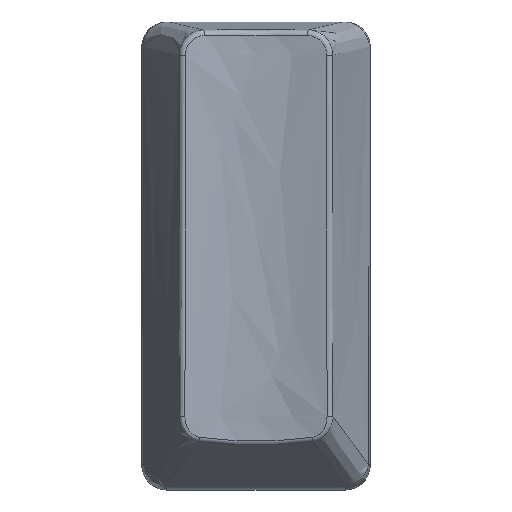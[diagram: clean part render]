
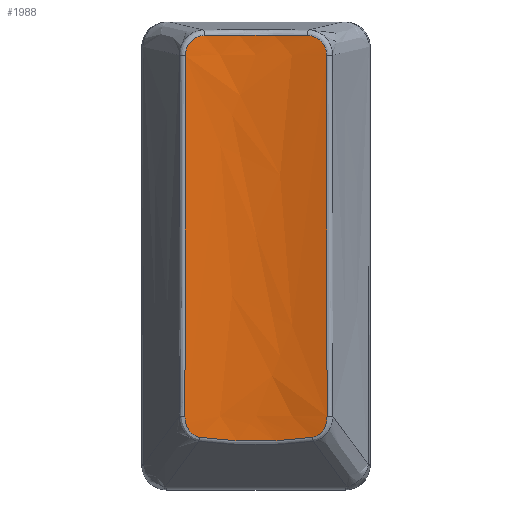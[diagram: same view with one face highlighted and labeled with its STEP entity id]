
A CAD part, top view. The second image highlights one B-rep face of the part: STEP entity #1988.
In plain terms, the highlighted free-form (B-spline) face has degree [1, 2] with [2, 3] control points.
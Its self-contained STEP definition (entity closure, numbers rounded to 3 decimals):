
#14=(
BOUNDED_SURFACE()
B_SPLINE_SURFACE(1,2,((#4798,#4799,#4800),(#4801,#4802,#4803)),
 .UNSPECIFIED.,.F.,.F.,.F.)
B_SPLINE_SURFACE_WITH_KNOTS((2,2),(3,3),(-1.487,0.014),
(-1.836,-1.306),.UNSPECIFIED.)
GEOMETRIC_REPRESENTATION_ITEM()
RATIONAL_B_SPLINE_SURFACE(((1.,0.965,1.),(1.,0.965,
1.)))
REPRESENTATION_ITEM('')
SURFACE()
);
#223=B_SPLINE_CURVE_WITH_KNOTS('',3,(#4495,#4496,#4497,#4498),
 .UNSPECIFIED.,.F.,.F.,(4,4),(0.,0.924),.UNSPECIFIED.);
#224=B_SPLINE_CURVE_WITH_KNOTS('',3,(#4526,#4527,#4528,#4529,#4530),
 .UNSPECIFIED.,.F.,.F.,(4,1,4),(0.,0.097,
0.227),.UNSPECIFIED.);
#225=B_SPLINE_CURVE_WITH_KNOTS('',3,(#4553,#4554,#4555,#4556),
 .UNSPECIFIED.,.F.,.F.,(4,4),(0.,2.872),.UNSPECIFIED.);
#227=B_SPLINE_CURVE_WITH_KNOTS('',3,(#4590,#4591,#4592,#4593,#4594),
 .UNSPECIFIED.,.F.,.F.,(4,1,4),(0.,0.107,0.25),
 .UNSPECIFIED.);
#229=B_SPLINE_CURVE_WITH_KNOTS('',3,(#4622,#4623,#4624,#4625),
 .UNSPECIFIED.,.F.,.F.,(4,4),(0.,0.839),.UNSPECIFIED.);
#231=B_SPLINE_CURVE_WITH_KNOTS('',3,(#4659,#4660,#4661,#4662,#4663),
 .UNSPECIFIED.,.F.,.F.,(4,1,4),(0.,0.143,0.25),
 .UNSPECIFIED.);
#233=B_SPLINE_CURVE_WITH_KNOTS('',3,(#4691,#4692,#4693,#4694),
 .UNSPECIFIED.,.F.,.F.,(4,4),(0.,2.872),
 .UNSPECIFIED.);
#235=B_SPLINE_CURVE_WITH_KNOTS('',3,(#4725,#4726,#4727,#4728,#4729),
 .UNSPECIFIED.,.F.,.F.,(4,1,4),(0.,0.129,
0.227),.UNSPECIFIED.);
#571=FACE_OUTER_BOUND('',#696,.T.);
#696=EDGE_LOOP('',(#1768,#1769,#1770,#1771,#1772,#1773,#1774,#1775));
#915=VERTEX_POINT('',#4491);
#916=VERTEX_POINT('',#4493);
#917=VERTEX_POINT('',#4524);
#918=VERTEX_POINT('',#4551);
#919=VERTEX_POINT('',#4582);
#921=VERTEX_POINT('',#4615);
#923=VERTEX_POINT('',#4651);
#925=VERTEX_POINT('',#4684);
#1197=EDGE_CURVE('',#916,#915,#223,.T.);
#1199=EDGE_CURVE('',#915,#917,#224,.T.);
#1201=EDGE_CURVE('',#917,#918,#225,.T.);
#1204=EDGE_CURVE('',#918,#919,#227,.T.);
#1207=EDGE_CURVE('',#919,#921,#229,.T.);
#1210=EDGE_CURVE('',#921,#923,#231,.T.);
#1213=EDGE_CURVE('',#923,#925,#233,.T.);
#1215=EDGE_CURVE('',#925,#916,#235,.T.);
#1768=ORIENTED_EDGE('',*,*,#1197,.F.);
#1769=ORIENTED_EDGE('',*,*,#1215,.F.);
#1770=ORIENTED_EDGE('',*,*,#1213,.F.);
#1771=ORIENTED_EDGE('',*,*,#1210,.F.);
#1772=ORIENTED_EDGE('',*,*,#1207,.F.);
#1773=ORIENTED_EDGE('',*,*,#1204,.F.);
#1774=ORIENTED_EDGE('',*,*,#1201,.F.);
#1775=ORIENTED_EDGE('',*,*,#1199,.F.);
#1988=ADVANCED_FACE('',(#571),#14,.T.);
#4491=CARTESIAN_POINT('',(-4.485,-14.426,6.209));
#4493=CARTESIAN_POINT('',(4.485,-14.426,6.209));
#4495=CARTESIAN_POINT('Ctrl Pts',(4.485,-14.426,6.209));
#4496=CARTESIAN_POINT('Ctrl Pts',(1.56,-14.847,5.563));
#4497=CARTESIAN_POINT('Ctrl Pts',(-1.56,-14.847,5.563));
#4498=CARTESIAN_POINT('Ctrl Pts',(-4.485,-14.426,6.209));
#4524=CARTESIAN_POINT('',(-5.649,-12.763,6.584));
#4526=CARTESIAN_POINT('Ctrl Pts',(-4.485,-14.426,6.209));
#4527=CARTESIAN_POINT('Ctrl Pts',(-4.792,-14.382,6.277));
#4528=CARTESIAN_POINT('Ctrl Pts',(-5.443,-13.964,6.457));
#4529=CARTESIAN_POINT('Ctrl Pts',(-5.65,-13.194,6.56));
#4530=CARTESIAN_POINT('Ctrl Pts',(-5.649,-12.763,6.584));
#4551=CARTESIAN_POINT('',(-5.619,15.913,8.181));
#4553=CARTESIAN_POINT('Ctrl Pts',(-5.649,-12.763,6.584));
#4554=CARTESIAN_POINT('Ctrl Pts',(-5.637,-3.204,7.116));
#4555=CARTESIAN_POINT('Ctrl Pts',(-5.628,6.355,7.648));
#4556=CARTESIAN_POINT('Ctrl Pts',(-5.619,15.913,8.181));
#4582=CARTESIAN_POINT('',(-4.092,17.524,7.918));
#4590=CARTESIAN_POINT('Ctrl Pts',(-5.619,15.913,8.181));
#4591=CARTESIAN_POINT('Ctrl Pts',(-5.619,16.271,8.201));
#4592=CARTESIAN_POINT('Ctrl Pts',(-5.342,17.11,8.169));
#4593=CARTESIAN_POINT('Ctrl Pts',(-4.552,17.516,8.006));
#4594=CARTESIAN_POINT('Ctrl Pts',(-4.092,17.524,7.918));
#4615=CARTESIAN_POINT('',(4.092,17.524,7.918));
#4622=CARTESIAN_POINT('Ctrl Pts',(-4.092,17.524,7.918));
#4623=CARTESIAN_POINT('Ctrl Pts',(-1.397,17.569,7.399));
#4624=CARTESIAN_POINT('Ctrl Pts',(1.397,17.569,7.399));
#4625=CARTESIAN_POINT('Ctrl Pts',(4.092,17.524,7.918));
#4651=CARTESIAN_POINT('',(5.619,15.913,8.181));
#4659=CARTESIAN_POINT('Ctrl Pts',(4.092,17.524,7.918));
#4660=CARTESIAN_POINT('Ctrl Pts',(4.552,17.516,8.006));
#4661=CARTESIAN_POINT('Ctrl Pts',(5.342,17.11,8.169));
#4662=CARTESIAN_POINT('Ctrl Pts',(5.619,16.271,8.201));
#4663=CARTESIAN_POINT('Ctrl Pts',(5.619,15.913,8.181));
#4684=CARTESIAN_POINT('',(5.649,-12.763,6.584));
#4691=CARTESIAN_POINT('Ctrl Pts',(5.619,15.913,8.181));
#4692=CARTESIAN_POINT('Ctrl Pts',(5.628,6.355,7.648));
#4693=CARTESIAN_POINT('Ctrl Pts',(5.637,-3.204,7.116));
#4694=CARTESIAN_POINT('Ctrl Pts',(5.649,-12.763,6.584));
#4725=CARTESIAN_POINT('Ctrl Pts',(5.649,-12.763,6.584));
#4726=CARTESIAN_POINT('Ctrl Pts',(5.65,-13.194,6.56));
#4727=CARTESIAN_POINT('Ctrl Pts',(5.443,-13.964,6.457));
#4728=CARTESIAN_POINT('Ctrl Pts',(4.792,-14.382,6.277));
#4729=CARTESIAN_POINT('Ctrl Pts',(4.485,-14.426,6.209));
#4798=CARTESIAN_POINT('Ctrl Pts',(5.65,-14.802,6.47));
#4799=CARTESIAN_POINT('Ctrl Pts',(0.,-14.716,
4.94));
#4800=CARTESIAN_POINT('Ctrl Pts',(-5.65,-14.802,6.47));
#4801=CARTESIAN_POINT('Ctrl Pts',(5.65,17.52,8.279));
#4802=CARTESIAN_POINT('Ctrl Pts',(0.,17.606,
6.749));
#4803=CARTESIAN_POINT('Ctrl Pts',(-5.65,17.52,8.279));
